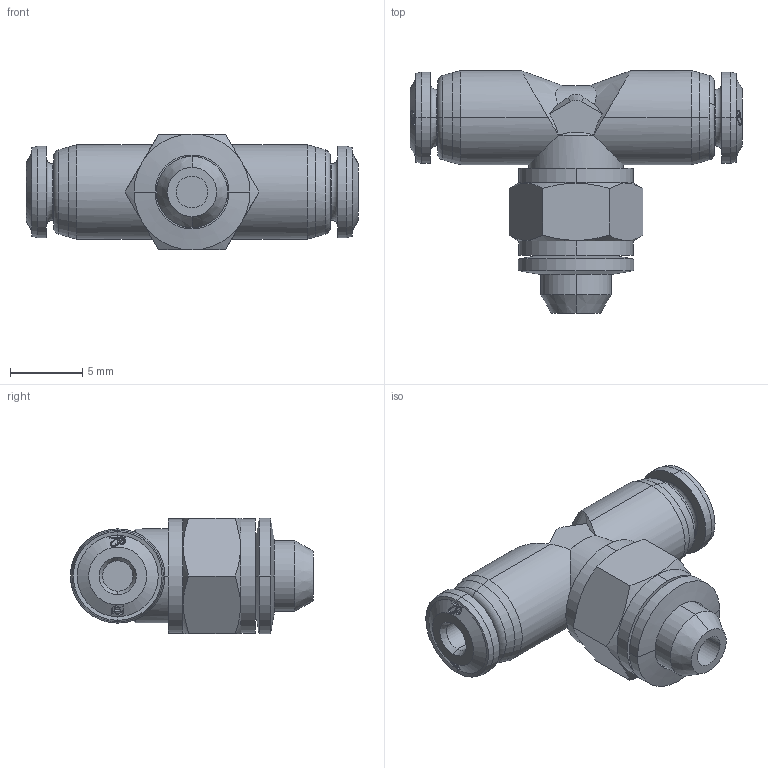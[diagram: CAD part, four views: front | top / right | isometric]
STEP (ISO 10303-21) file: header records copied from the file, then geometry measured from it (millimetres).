
FILE_DESCRIPTION (( 'STEP AP214' ), '1' );
FILE_NAME ('5621500002.step', '2012-10-22T17:00:35', ( '' ), ( '' ), 'SwSTEP 2.0', 'SolidWorks 2012', '' );
FILE_SCHEMA (( 'AUTOMOTIVE_DESIGN' ));
Length unit declared in the file: millimetre
Products named in the file (1): 5621500002
Bounding box: 22.9 x 16.75 x 8 mm (x, y, z)
Volume: 1074.9 mm3; surface area: 1045.4 mm2
Topology: 2 solids, 2 shells, 253 faces, 661 edges, 430 vertices
Faces by surface type: bspline 106, cone 62, cylinder 38, plane 33, torus 14
Entity records: 14182 total; most frequent: CARTESIAN_POINT 6122, ORIENTED_EDGE 1322, DIRECTION 703, EDGE_CURVE 661, VERTEX_POINT 430, B_SPLINE_CURVE_WITH_KNOTS 396, AXIS2_PLACEMENT_3D 298, EDGE_LOOP 273
